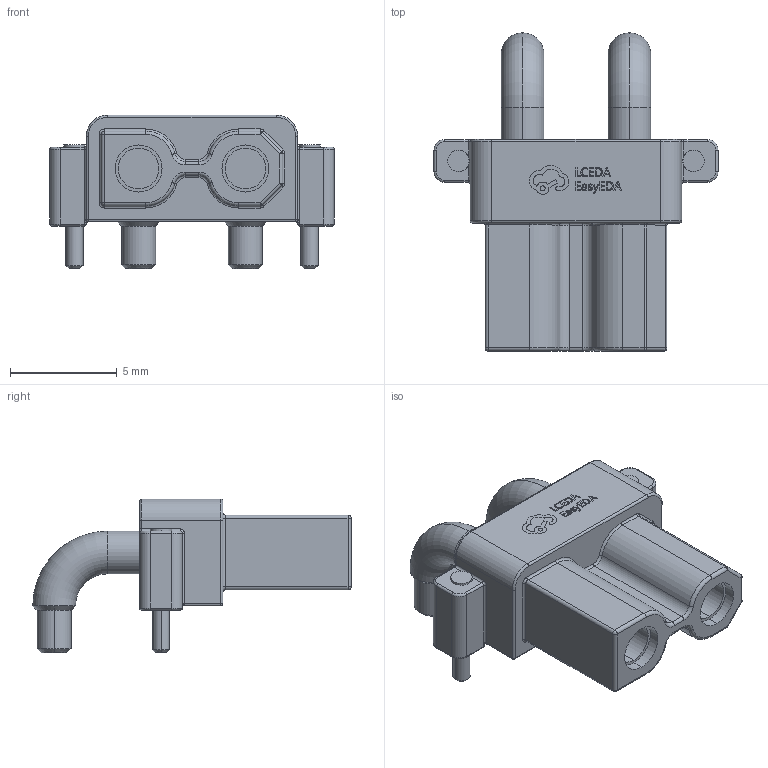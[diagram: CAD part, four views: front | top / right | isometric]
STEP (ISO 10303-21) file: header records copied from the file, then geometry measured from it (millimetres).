
FILE_DESCRIPTION (( 'STEP AP214' ), '1' );
FILE_NAME ('CONN-TH_XT30PW-F-1.STEP', '2023-12-21T06:27:56', ( '' ), ( '' ), 'SwSTEP 2.0', 'SolidWorks 2020', '' );
FILE_SCHEMA (( 'AUTOMOTIVE_DESIGN' ));
Length unit declared in the file: millimetre
Products named in the file (1): CONN-TH_XT30PW-F-1
Bounding box: 13.3 x 14.9 x 7.2 mm (x, y, z)
Volume: 362.8 mm3; surface area: 564 mm2
Topology: 1 solids, 1 shells, 430 faces, 1082 edges, 670 vertices
Faces by surface type: plane 161, bspline 100, cylinder 93, torus 52, cone 12, sphere 12
Entity records: 18108 total; most frequent: CARTESIAN_POINT 3629, ORIENTED_EDGE 2140, DIRECTION 1796, EDGE_CURVE 1070, VERTEX_POINT 670, AXIS2_PLACEMENT_3D 605, LINE 586, VECTOR 586
